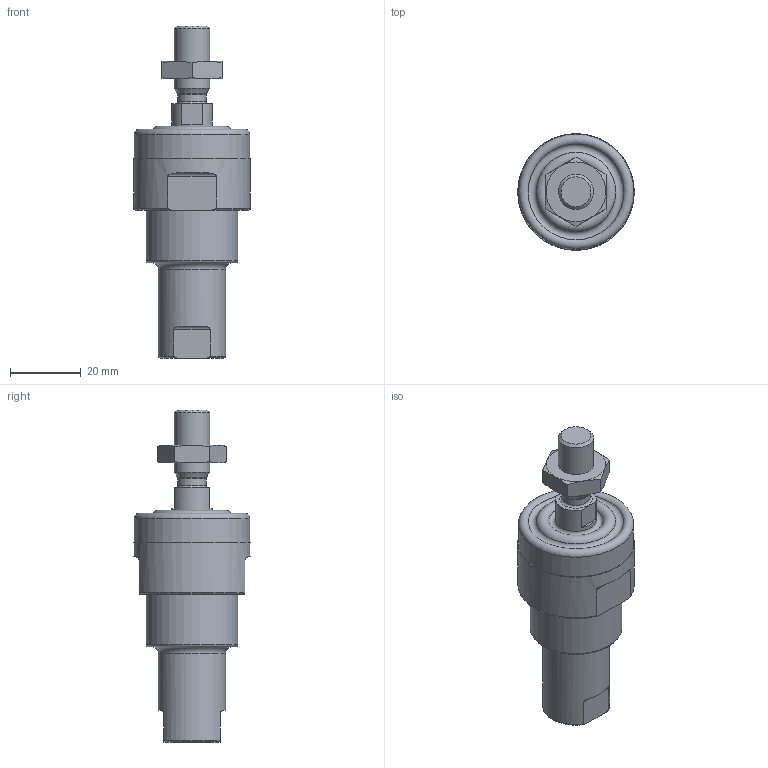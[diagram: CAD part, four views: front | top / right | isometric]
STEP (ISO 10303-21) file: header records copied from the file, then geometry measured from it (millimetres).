
FILE_DESCRIPTION(/* description */ ('STEP AP214'),/* implementation_level */ '2;1');
FILE_NAME(/* name */ '2305778_CRFK-M10X125',/* time_stamp */ '2024-08-01T12:42:54+02:00',/* author */ ('License CC BY-ND 4.0'),/* organization */ ('CADENAS'),/* preprocessor_version */ 'ST-DEVELOPER v19.3',/* originating_system */ 'PARTsolutions',/* authorisation */ ' ');
FILE_SCHEMA (('AUTOMOTIVE_DESIGN {1 0 10303 214 3 1 1}'));
Length unit declared in the file: millimetre
Products named in the file (3): 2305778 CRFK-M10x1,25; 2305778 CRFK-M10x1,25---(part); DIN-439-B - M10x1.25(F)
Assembly tree (2 placements, depth 2):
  2305778 CRFK-M10x1,25
    2305778 CRFK-M10x1,25---(part)
    DIN-439-B - M10x1.25(F)
Bounding box: 33 x 33 x 94 mm (x, y, z)
Volume: 36045.4 mm3; surface area: 9273.3 mm2
Topology: 2 solids, 2 shells, 59 faces, 135 edges, 84 vertices
Faces by surface type: plane 26, cylinder 13, torus 12, cone 8
Full cylindrical faces by diameter (mm): 8 x1, 8.647 x2, 10 x1, 11.5 x1, 19 x1, 26 x1, 32.6 x1, 33 x1
Entity records: 1973 total; most frequent: CARTESIAN_POINT 390, DIRECTION 246, ORIENTED_EDGE 212, EDGE_CURVE 106, AXIS2_PLACEMENT_3D 106, FACE_BOUND 91, EDGE_LOOP 90, VERTEX_POINT 81
